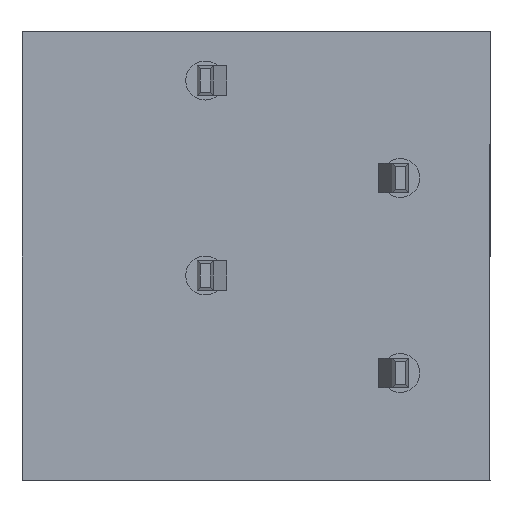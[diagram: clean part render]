
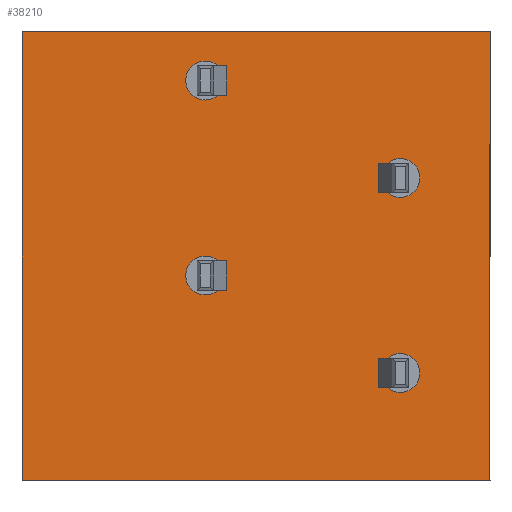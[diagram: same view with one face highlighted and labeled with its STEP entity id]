
A CAD part, front view. The second image highlights one B-rep face of the part: STEP entity #38210.
In plain terms, the highlighted planar face has unit normal (0, -1, 0).
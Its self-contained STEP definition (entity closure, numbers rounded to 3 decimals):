
#600=CARTESIAN_POINT('',(0.,0.,1.));
#610=VERTEX_POINT('',#600);
#640=CARTESIAN_POINT('',(0.,0.,1.));
#650=DIRECTION('',(-1.,0.,0.));
#660=VECTOR('',#650,1.);
#670=LINE('',#640,#660);
#680=CARTESIAN_POINT('',(12.,0.,1.));
#690=VERTEX_POINT('',#680);
#700=EDGE_CURVE('',#690,#610,#670,.T.);
#19890=CARTESIAN_POINT('',(12.,0.,12.5));
#19900=VERTEX_POINT('',#19890);
#19930=CARTESIAN_POINT('',(0.,0.,12.5));
#19940=DIRECTION('',(1.,0.,0.));
#19950=VECTOR('',#19940,1.);
#19960=LINE('',#19930,#19950);
#19970=CARTESIAN_POINT('',(0.,0.,12.5));
#19980=VERTEX_POINT('',#19970);
#19990=EDGE_CURVE('',#19980,#19900,#19960,.T.);
#31030=CARTESIAN_POINT('',(6.8,0.,2.25));
#31040=VERTEX_POINT('',#31030);
#31090=CARTESIAN_POINT('',(7.3,0.,2.25));
#31100=DIRECTION('',(0.,-1.,0.));
#31110=DIRECTION('',(1.,0.,0.));
#31120=AXIS2_PLACEMENT_3D('',#31090,#31100,#31110);
#31130=CIRCLE('',#31120,0.5);
#31140=CARTESIAN_POINT('',(7.8,0.,2.25));
#31150=VERTEX_POINT('',#31140);
#31160=EDGE_CURVE('',#31150,#31040,#31130,.T.);
#33690=CARTESIAN_POINT('',(0.,0.,2.07));
#33700=DIRECTION('',(0.,0.,1.));
#33710=VECTOR('',#33700,1.);
#33720=LINE('',#33690,#33710);
#33730=EDGE_CURVE('',#610,#19980,#33720,.T.);
#37550=CARTESIAN_POINT('',(11.7,0.,3.467));
#37560=DIRECTION('',(0.,-1.,0.));
#37570=DIRECTION('',(1.,0.,0.));
#37580=AXIS2_PLACEMENT_3D('',#37550,#37560,#37570);
#37590=PLANE('',#37580);
#37600=ORIENTED_EDGE('',*,*,#700,.F.);
#37610=ORIENTED_EDGE('',*,*,#33730,.F.);
#37620=ORIENTED_EDGE('',*,*,#19990,.F.);
#37630=CARTESIAN_POINT('',(12.,0.,2.07));
#37640=DIRECTION('',(0.,0.,-1.));
#37650=VECTOR('',#37640,1.);
#37660=LINE('',#37630,#37650);
#37670=EDGE_CURVE('',#19900,#690,#37660,.T.);
#37680=ORIENTED_EDGE('',*,*,#37670,.F.);
#37690=EDGE_LOOP('',(#37680,#37620,#37610,#37600));
#37700=FACE_OUTER_BOUND('',#37690,.T.);
#37710=CARTESIAN_POINT('',(7.3,0.,7.25));
#37720=DIRECTION('',(0.,-1.,0.));
#37730=DIRECTION('',(1.,0.,0.));
#37740=AXIS2_PLACEMENT_3D('',#37710,#37720,#37730);
#37750=CIRCLE('',#37740,0.5);
#37760=CARTESIAN_POINT('',(7.8,0.,7.25));
#37770=VERTEX_POINT('',#37760);
#37780=CARTESIAN_POINT('',(6.8,0.,7.25));
#37790=VERTEX_POINT('',#37780);
#37800=EDGE_CURVE('',#37770,#37790,#37750,.T.);
#37810=ORIENTED_EDGE('',*,*,#37800,.F.);
#37820=EDGE_CURVE('',#37790,#37770,#37750,.T.);
#37830=ORIENTED_EDGE('',*,*,#37820,.F.);
#37840=EDGE_LOOP('',(#37830,#37810));
#37850=FACE_BOUND('',#37840,.T.);
#37860=CARTESIAN_POINT('',(2.3,0.,4.75));
#37870=DIRECTION('',(0.,1.,0.));
#37880=DIRECTION('',(-1.,0.,0.));
#37890=AXIS2_PLACEMENT_3D('',#37860,#37870,#37880);
#37900=CIRCLE('',#37890,0.5);
#37910=CARTESIAN_POINT('',(1.8,0.,4.75));
#37920=VERTEX_POINT('',#37910);
#37930=CARTESIAN_POINT('',(2.8,0.,4.75));
#37940=VERTEX_POINT('',#37930);
#37950=EDGE_CURVE('',#37920,#37940,#37900,.T.);
#37960=ORIENTED_EDGE('',*,*,#37950,.T.);
#37970=EDGE_CURVE('',#37940,#37920,#37900,.T.);
#37980=ORIENTED_EDGE('',*,*,#37970,.T.);
#37990=EDGE_LOOP('',(#37980,#37960));
#38000=FACE_BOUND('',#37990,.T.);
#38010=CARTESIAN_POINT('',(2.3,0.,9.75));
#38020=DIRECTION('',(0.,1.,0.));
#38030=DIRECTION('',(-1.,0.,0.));
#38040=AXIS2_PLACEMENT_3D('',#38010,#38020,#38030);
#38050=CIRCLE('',#38040,0.5);
#38060=CARTESIAN_POINT('',(1.8,0.,9.75));
#38070=VERTEX_POINT('',#38060);
#38080=CARTESIAN_POINT('',(2.8,0.,9.75));
#38090=VERTEX_POINT('',#38080);
#38100=EDGE_CURVE('',#38070,#38090,#38050,.T.);
#38110=ORIENTED_EDGE('',*,*,#38100,.T.);
#38120=EDGE_CURVE('',#38090,#38070,#38050,.T.);
#38130=ORIENTED_EDGE('',*,*,#38120,.T.);
#38140=EDGE_LOOP('',(#38130,#38110));
#38150=FACE_BOUND('',#38140,.T.);
#38160=EDGE_CURVE('',#31040,#31150,#31130,.T.);
#38170=ORIENTED_EDGE('',*,*,#38160,.F.);
#38180=ORIENTED_EDGE('',*,*,#31160,.F.);
#38190=EDGE_LOOP('',(#38180,#38170));
#38200=FACE_BOUND('',#38190,.T.);
#38210=ADVANCED_FACE('',(#37700,#37850,#38000,#38150,#38200),#37590,.T.)
;
